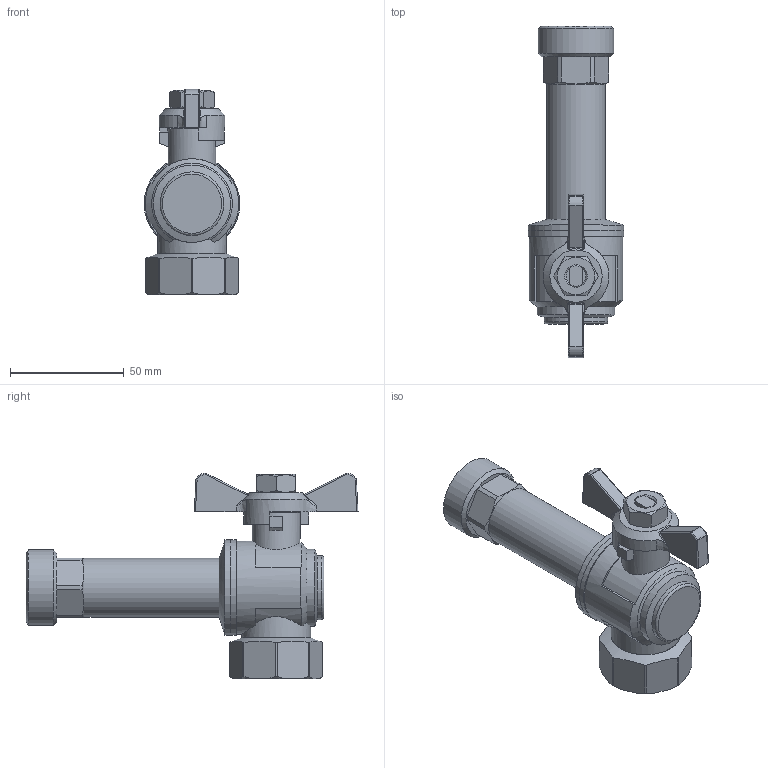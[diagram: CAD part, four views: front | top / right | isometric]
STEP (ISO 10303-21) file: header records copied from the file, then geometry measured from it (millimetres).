
FILE_DESCRIPTION(/* description */ ('Unknown'),/* implementation_level */ '2;1');
FILE_NAME(/* name */ '745-66_110',/* time_stamp */ '2022-07-25T10:40:09+02:00',/* author */ ('Unknown'),/* organization */ ('Unknown'),/* preprocessor_version */ 'ST-DEVELOPER v16.7',/* originating_system */ 'Solid Edge',/* authorisation */ 'Unknown');
FILE_SCHEMA (('AUTOMOTIVE_DESIGN {1 0 10303 214 3 1 1}'));
Length unit declared in the file: millimetre
Products named in the file (8): 745_66_lang_; 600-1-Mutter-fl.g.; Flügelgriff 1; 745_66_lang; Einschraubteil lang_745-66; Körper_025; 600-1-spindel; 600-1-Stopfbuchse
Assembly tree (7 placements, depth 3):
  745_66_lang_
    600-1-Mutter-fl.g.
    Flügelgriff 1
    745_66_lang
      Einschraubteil lang_745-66
      Körper_025
      600-1-spindel
      600-1-Stopfbuchse
Bounding box: 42 x 146 x 90.3 mm (x, y, z)
Volume: 70683.5 mm3; surface area: 43849.2 mm2
Topology: 6 solids, 6 shells, 235 faces, 579 edges, 370 vertices
Faces by surface type: plane 97, cylinder 70, cone 41, bspline 18, sphere 8, torus 1
Full cylindrical faces by diameter (mm): 8.5 x1, 8.9 x1, 12 x3, 12.5 x1, 14 x1, 14.5 x1, 16 x1, 16.376 x2, 18 x1, 20 x2, 21 x1, 22.5 x1, 23 x1, 26 x1, 28 x1, 30 x2, 30.291 x2, 33.249 x1, 34 x1, 35.5 x1, 37 x2, 41 x1, 42 x2
Entity records: 9089 total; most frequent: CARTESIAN_POINT 2866, DIRECTION 1050, ORIENTED_EDGE 1004, EDGE_CURVE 502, AXIS2_PLACEMENT_3D 439, VERTEX_POINT 346, EDGE_LOOP 314, FACE_BOUND 314
